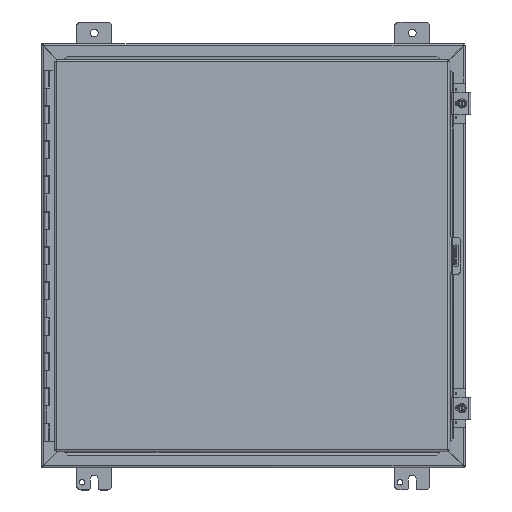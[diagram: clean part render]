
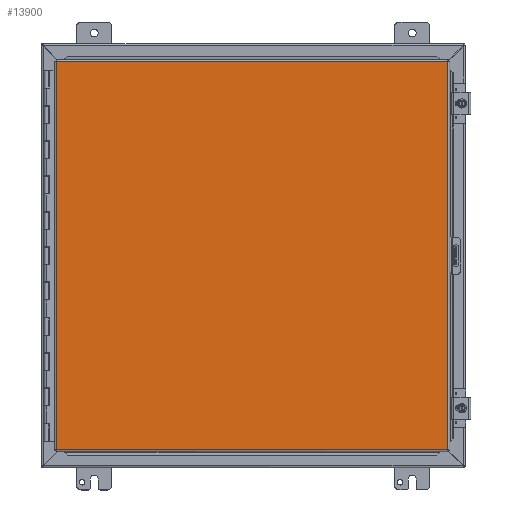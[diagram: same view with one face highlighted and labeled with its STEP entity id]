
A CAD part, top view. The second image highlights one B-rep face of the part: STEP entity #13900.
In plain terms, the highlighted face is planar.
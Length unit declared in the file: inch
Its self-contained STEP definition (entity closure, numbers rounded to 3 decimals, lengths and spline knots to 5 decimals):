
#13057=CARTESIAN_POINT('',(-11.08225,-10.9885,0.));
#13058=VERTEX_POINT('',#13057);
#13069=CARTESIAN_POINT('',(11.08225,-10.9885,0.));
#13070=VERTEX_POINT('',#13069);
#13071=CARTESIAN_POINT('',(11.08225,-10.9885,0.0));
#13072=DIRECTION('',(-1.0,0.0,0.0));
#13073=VECTOR('',#13072,22.1645);
#13074=LINE('',#13071,#13073);
#13075=EDGE_CURVE('',#13070,#13058,#13074,.T.);
#13191=CARTESIAN_POINT('',(-11.08225,10.9885,0.));
#13192=VERTEX_POINT('',#13191);
#13290=CARTESIAN_POINT('',(11.08225,10.9885,0.));
#13291=VERTEX_POINT('',#13290);
#13302=CARTESIAN_POINT('',(-11.08225,10.9885,0.0));
#13303=DIRECTION('',(1.0,0.0,0.0));
#13304=VECTOR('',#13303,22.1645);
#13305=LINE('',#13302,#13304);
#13306=EDGE_CURVE('',#13192,#13291,#13305,.T.);
#13611=CARTESIAN_POINT('',(-11.08225,-10.9885,0.0));
#13612=DIRECTION('',(0.0,1.0,0.0));
#13613=VECTOR('',#13612,21.977);
#13614=LINE('',#13611,#13613);
#13615=EDGE_CURVE('',#13058,#13192,#13614,.T.);
#13705=CARTESIAN_POINT('',(11.08225,10.9885,0.0));
#13706=DIRECTION('',(0.0,-1.0,0.0));
#13707=VECTOR('',#13706,21.977);
#13708=LINE('',#13705,#13707);
#13709=EDGE_CURVE('',#13291,#13070,#13708,.T.);
#13889=CARTESIAN_POINT('',(0.0,0.,0.0));
#13890=DIRECTION('',(0.0,0.0,1.0));
#13891=DIRECTION('',(1.0,0.0,0.0));
#13892=AXIS2_PLACEMENT_3D('',#13889,#13890,#13891);
#13893=PLANE('',#13892);
#13894=ORIENTED_EDGE('',*,*,#13615,.T.);
#13895=ORIENTED_EDGE('',*,*,#13306,.T.);
#13896=ORIENTED_EDGE('',*,*,#13709,.T.);
#13897=ORIENTED_EDGE('',*,*,#13075,.T.);
#13898=EDGE_LOOP('',(#13894,#13895,#13896,#13897));
#13899=FACE_OUTER_BOUND('',#13898,.T.);
#13900=ADVANCED_FACE('',(#13899),#13893,.F.);
